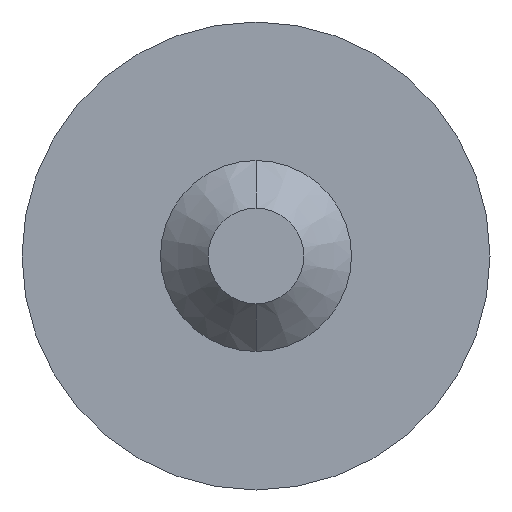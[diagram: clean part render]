
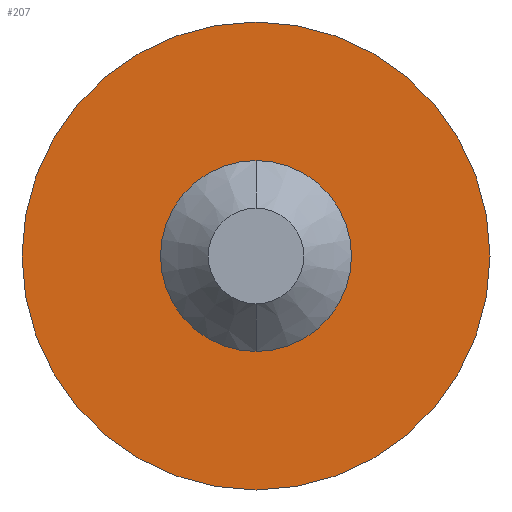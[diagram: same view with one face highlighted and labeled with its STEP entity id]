
A CAD part, front view. The second image highlights one B-rep face of the part: STEP entity #207.
In plain terms, the highlighted planar face has unit normal (0, -1, 0).
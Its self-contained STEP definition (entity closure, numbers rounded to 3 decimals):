
#5 = FACE_OUTER_BOUND ( 'NONE', #194, .T. ) ;
#37 = DIRECTION ( 'NONE',  ( 0., 0., -1. ) ) ;
#38 = FACE_BOUND ( 'NONE', #145, .T. ) ;
#41 = DIRECTION ( 'NONE',  ( 0., 0., -1. ) ) ;
#48 = CARTESIAN_POINT ( 'NONE',  ( 0., 7., -2.45 ) ) ;
#59 = CARTESIAN_POINT ( 'NONE',  ( 0., 7., 2.45 ) ) ;
#76 = CARTESIAN_POINT ( 'NONE',  ( 1., 7., 0. ) ) ;
#78 = PLANE ( 'NONE',  #128 ) ;
#82 = AXIS2_PLACEMENT_3D ( 'NONE', #173, #285, #119 ) ;
#83 = EDGE_CURVE ( 'NONE', #270, #312, #217, .T. ) ;
#91 = CARTESIAN_POINT ( 'NONE',  ( 0., 7., 0. ) ) ;
#111 = ORIENTED_EDGE ( 'NONE', *, *, #83, .T. ) ;
#115 = DIRECTION ( 'NONE',  ( 0., 0., -1. ) ) ;
#116 = CARTESIAN_POINT ( 'NONE',  ( 0., 7., 0. ) ) ;
#119 = DIRECTION ( 'NONE',  ( 0., 0., -1. ) ) ;
#125 = CARTESIAN_POINT ( 'NONE',  ( 0., 7., -1. ) ) ;
#128 = AXIS2_PLACEMENT_3D ( 'NONE', #76, #181, #218 ) ;
#130 = EDGE_CURVE ( 'NONE', #312, #270, #158, .T. ) ;
#145 = EDGE_LOOP ( 'NONE', ( #170, #234 ) ) ;
#155 = EDGE_CURVE ( 'NONE', #257, #227, #347, .T. ) ;
#158 = CIRCLE ( 'NONE', #236, 2.45 ) ;
#165 = EDGE_CURVE ( 'NONE', #227, #257, #167, .T. ) ;
#167 = CIRCLE ( 'NONE', #213, 1. ) ;
#170 = ORIENTED_EDGE ( 'NONE', *, *, #155, .F. ) ;
#173 = CARTESIAN_POINT ( 'NONE',  ( 0., 7., 0. ) ) ;
#181 = DIRECTION ( 'NONE',  ( 0., -1., 0. ) ) ;
#192 = AXIS2_PLACEMENT_3D ( 'NONE', #116, #324, #41 ) ;
#194 = EDGE_LOOP ( 'NONE', ( #111, #372 ) ) ;
#207 = ADVANCED_FACE ( 'NONE', ( #5, #38 ), #78, .T. ) ;
#213 = AXIS2_PLACEMENT_3D ( 'NONE', #91, #266, #115 ) ;
#217 = CIRCLE ( 'NONE', #82, 2.45 ) ;
#218 = DIRECTION ( 'NONE',  ( 0., 0., -1. ) ) ;
#227 = VERTEX_POINT ( 'NONE', #246 ) ;
#234 = ORIENTED_EDGE ( 'NONE', *, *, #165, .F. ) ;
#236 = AXIS2_PLACEMENT_3D ( 'NONE', #241, #263, #37 ) ;
#241 = CARTESIAN_POINT ( 'NONE',  ( 0., 7., 0. ) ) ;
#246 = CARTESIAN_POINT ( 'NONE',  ( 0., 7., 1. ) ) ;
#257 = VERTEX_POINT ( 'NONE', #125 ) ;
#263 = DIRECTION ( 'NONE',  ( 0., -1., 0. ) ) ;
#266 = DIRECTION ( 'NONE',  ( 0., -1., 0. ) ) ;
#270 = VERTEX_POINT ( 'NONE', #48 ) ;
#285 = DIRECTION ( 'NONE',  ( 0., -1., 0. ) ) ;
#312 = VERTEX_POINT ( 'NONE', #59 ) ;
#324 = DIRECTION ( 'NONE',  ( 0., -1., 0. ) ) ;
#347 = CIRCLE ( 'NONE', #192, 1. ) ;
#372 = ORIENTED_EDGE ( 'NONE', *, *, #130, .T. ) ;
